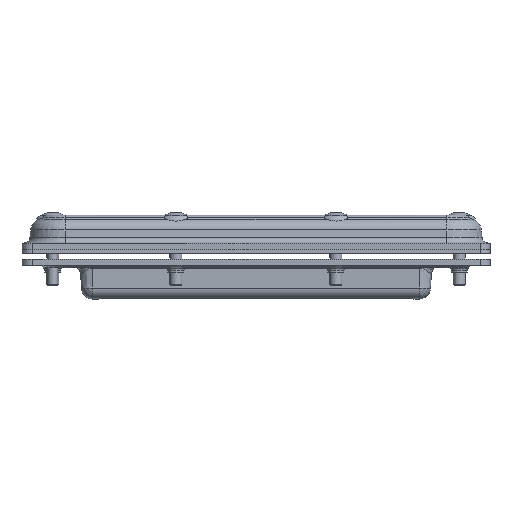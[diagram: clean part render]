
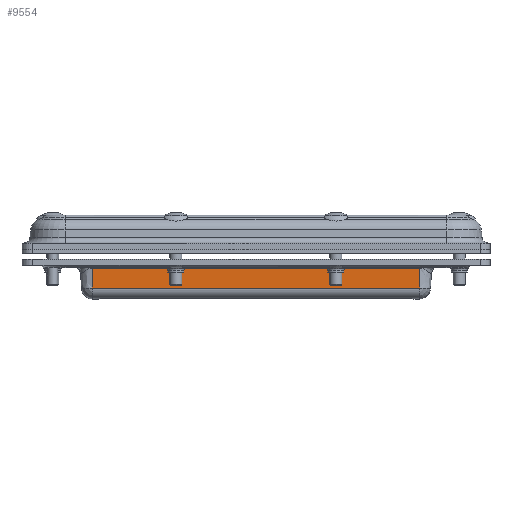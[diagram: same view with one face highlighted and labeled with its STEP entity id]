
A CAD part, left-side view. The second image highlights one B-rep face of the part: STEP entity #9554.
In plain terms, the highlighted planar face has unit normal (-1, 0, 0).
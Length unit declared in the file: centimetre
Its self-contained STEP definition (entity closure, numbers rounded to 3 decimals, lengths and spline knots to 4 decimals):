
#390=PLANE('',#10495);
#959=FACE_OUTER_BOUND('',#1561,.T.);
#1561=EDGE_LOOP('',(#8782,#8783,#8784,#8785));
#2428=LINE('',#17308,#3084);
#2525=LINE('',#18630,#3181);
#2527=LINE('',#18701,#3183);
#2533=LINE('',#18746,#3189);
#3084=VECTOR('',#12430,16.359);
#3181=VECTOR('',#12929,0.995);
#3183=VECTOR('',#12931,0.995);
#3189=VECTOR('',#12991,16.359);
#4365=VERTEX_POINT('',#17299);
#4366=VERTEX_POINT('',#17307);
#4474=VERTEX_POINT('',#17706);
#4475=VERTEX_POINT('',#17749);
#5659=EDGE_CURVE('',#4366,#4365,#2428,.F.);
#5938=EDGE_CURVE('',#4474,#4366,#2525,.F.);
#5941=EDGE_CURVE('',#4475,#4365,#2527,.F.);
#5962=EDGE_CURVE('',#4474,#4475,#2533,.T.);
#8782=ORIENTED_EDGE('',*,*,#5941,.F.);
#8783=ORIENTED_EDGE('',*,*,#5962,.F.);
#8784=ORIENTED_EDGE('',*,*,#5938,.T.);
#8785=ORIENTED_EDGE('',*,*,#5659,.T.);
#9554=ADVANCED_FACE('',(#959),#390,.T.);
#10495=AXIS2_PLACEMENT_3D('',#18751,#12999,#13000);
#12430=DIRECTION('',(0.,1.,0.));
#12929=DIRECTION('',(0.,0.,1.));
#12931=DIRECTION('',(0.,0.,1.));
#12991=DIRECTION('',(0.,-1.,0.));
#12999=DIRECTION('center_axis',(-1.,0.,0.));
#13000=DIRECTION('ref_axis',(0.,0.,
-1.));
#17299=CARTESIAN_POINT('',(-2.29,-8.1795,-3.05));
#17307=CARTESIAN_POINT('',(-2.29,8.1795,-3.05));
#17308=CARTESIAN_POINT('',(-2.29,-8.1795,-3.05));
#17706=CARTESIAN_POINT('',(-2.29,8.1795,-2.055));
#17749=CARTESIAN_POINT('',(-2.29,-8.1795,-2.055));
#18630=CARTESIAN_POINT('',(-2.29,8.1795,-3.05));
#18701=CARTESIAN_POINT('',(-2.29,-8.1795,-3.05));
#18746=CARTESIAN_POINT('',(-2.29,8.1795,-2.055));
#18751=CARTESIAN_POINT('Origin',(-2.29,8.1795,-2.055));
